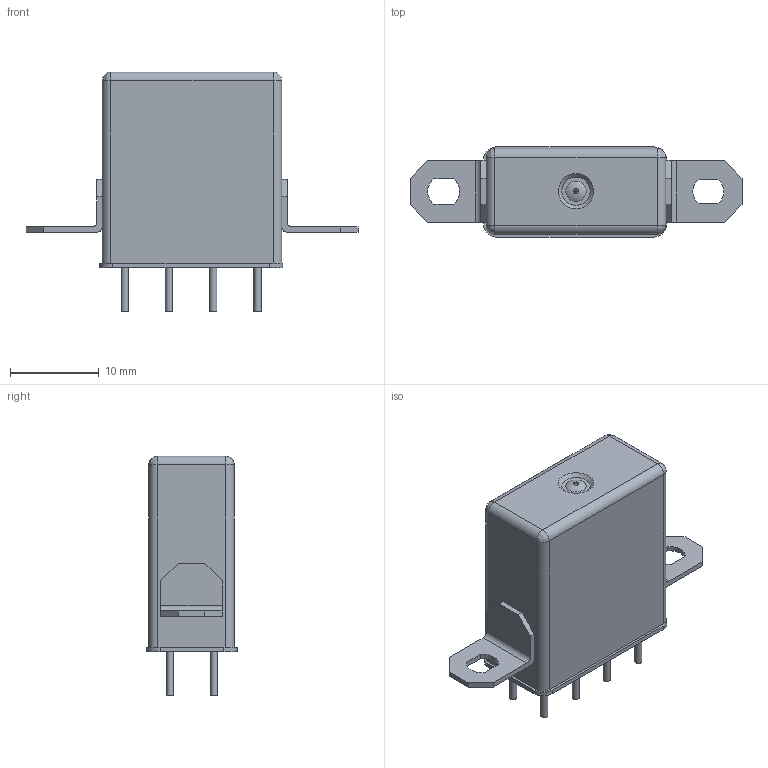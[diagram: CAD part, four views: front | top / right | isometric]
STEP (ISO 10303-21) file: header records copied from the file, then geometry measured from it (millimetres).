
FILE_DESCRIPTION (( 'STEP AP203' ), '1' );
FILE_NAME ('ÐÝÑ48Á ìîäåëü.STEP', '2019-11-29T01:13:46', ( '' ), ( '' ), 'SwSTEP 2.0', 'SolidWorks 2017', '' );
FILE_SCHEMA (( 'CONFIG_CONTROL_DESIGN' ));
Length unit declared in the file: millimetre
Products named in the file (26): ﾟﾋ7.755.055 ﾂ鏆鮏-oa3_3; 葂 8.030.026 扻豵鵨_3; ÐÀ7,890.004 Èçîëÿòîð-oa14_3; ÐÑ3.259.320 ÑÁ Ýëåêòðîìàãíèò-oa16_3; ﾟﾋ7.755.055 ﾂ鏆鮏-oa6_3; ÐÀ7,890.004 Èçîëÿòîð-oa12_3; 醒9.048.194 鱼铍桕_3; ÐÝÑ48Á ìîäåëü; ÐÀ7,890.004 Èçîëÿòîð-oa8_3; ﾟﾋ7.755.055 ﾂ鏆鮏-oa7_3; ÐÀ7,890.004 Èçîëÿòîð-oa9_3; 釔8.071.000 昢膼瘔膻嬅3; 釔6.609.001 捘 絊膰錪-oa15_3; ﾟﾋ7.755.055 ﾂ鏆鮏-oa2_3; 葂7.755.055 雞碭踆3; 鵽鎀鍧; 葂6.615.058捘 絊膰錪_3; 瀔鴄鍣_1; ÐÀ7,890.004 Èçîëÿòîð-oa13_3; ÐÀ7,890.004 Èçîëÿòîð_3; ﾟﾋ7.755.055 ﾂ鏆鮏-oa4_3; ﾟﾋ7.755.055 ﾂ鏆鮏-oa1_3; ÐÀ7,890.004 Èçîëÿòîð-oa10_3; ÐÀ7,890.004 Èçîëÿòîð-oa11_3; ﾟﾋ7.755.055 ﾂ鏆鮏-oa5_3; 葂6.112.020 捘 扻豵鵨_3
Assembly tree (25 placements, depth 5):
  ÐÝÑ48Á ìîäåëü
    瀔鴄鍣_1
    ÐÑ3.259.320 ÑÁ Ýëåêòðîìàãíèò-oa16_3
      釔6.609.001 捘 絊膰錪-oa15_3
        葂6.615.058捘 絊膰錪_3
          釔8.071.000 昢膼瘔膻嬅3
          葂7.755.055 雞碭踆3
          ﾟﾋ7.755.055 ﾂ鏆鮏-oa1_3
          ﾟﾋ7.755.055 ﾂ鏆鮏-oa2_3
          ﾟﾋ7.755.055 ﾂ鏆鮏-oa3_3
          ﾟﾋ7.755.055 ﾂ鏆鮏-oa4_3
          ﾟﾋ7.755.055 ﾂ鏆鮏-oa5_3
          ﾟﾋ7.755.055 ﾂ鏆鮏-oa6_3
          ﾟﾋ7.755.055 ﾂ鏆鮏-oa7_3
          ÐÀ7,890.004 Èçîëÿòîð_3
          ÐÀ7,890.004 Èçîëÿòîð-oa8_3
          ÐÀ7,890.004 Èçîëÿòîð-oa9_3
          ÐÀ7,890.004 Èçîëÿòîð-oa10_3
          ÐÀ7,890.004 Èçîëÿòîð-oa11_3
          ÐÀ7,890.004 Èçîëÿòîð-oa12_3
          ÐÀ7,890.004 Èçîëÿòîð-oa13_3
          ÐÀ7,890.004 Èçîëÿòîð-oa14_3
    葂6.112.020 捘 扻豵鵨_3
      醒9.048.194 鱼铍桕_3
      鵽鎀鍧
      葂 8.030.026 扻豵鵨_3
Bounding box: 37.5 x 10.2 x 27.1 mm (x, y, z)
Volume: 1004.6 mm3; surface area: 4248.1 mm2
Topology: 21 solids, 21 shells, 188 faces, 414 edges, 263 vertices
Faces by surface type: plane 101, cylinder 76, bspline 8, cone 2, torus 1
Full cylindrical faces by diameter (mm): 0.8 x8, 0.95 x8, 2.3 x1, 2.302 x1, 2.64 x8, 2.7 x8, 3.2 x1, 3.6 x1
Entity records: 7872 total; most frequent: CARTESIAN_POINT 960, DIRECTION 940, ORIENTED_EDGE 724, AXIS2_PLACEMENT_3D 366, EDGE_CURVE 362, EDGE_LOOP 268, VERTEX_POINT 258, PERSON_AND_ORGANIZATION 233
